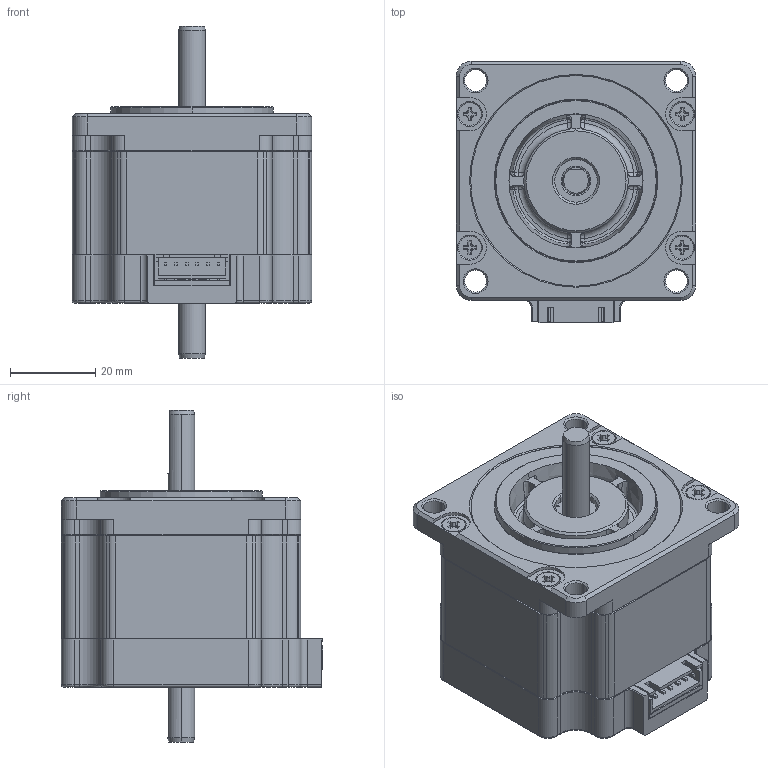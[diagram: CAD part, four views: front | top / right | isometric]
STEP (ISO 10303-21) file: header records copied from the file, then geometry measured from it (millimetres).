
FILE_DESCRIPTION((''),'2;1');
FILE_NAME('4611110029082_ASM','2024-04-17T13:18:16',('ms26442'),(''),'CREO PARAMETRIC BY PTC INC, 2018100','CREO PARAMETRIC BY PTC INC, 2018100','');
FILE_SCHEMA(('CONFIG_CONTROL_DESIGN'));
Products named in the file (25): 4613102100885; 3698153000043; 3698153000134; 4613104004433_ASM; 4713101000728; 4718405003477; 4713120000558_ASM; 4613103008954_ASM; 4219121302125; 4613106100661_AF0; 4332101104511_AF0; 4693220000369_AF3; 4613106100661_AF4; 4613107111133_ASM; 4333201500270; 4333201500136; 4331101000005; 4613108007309_ASM; 4219121302242; 4294440200013_AF0; 4294404000314; 4613153001277_ASM; 3219720005029; 3219720000388; 4611110029082_ASM
Assembly tree (28 placements, depth 5):
  4611110029082_ASM
    4613153001277_ASM
      4613103008954_ASM
        4613104004433_ASM
          4613102100885
          3698153000043
          3698153000134
        4713120000558_ASM
          4713101000728
          4718405003477
      4219121302125
      4613108007309_ASM
        4613107111133_ASM
          4613106100661_AF0
          4332101104511_AF0
          4693220000369_AF3
          4613106100661_AF4
        4333201500270
        4333201500136
        4331101000005  x2
      4219121302242
      4294440200013_AF0
      4294404000314  x4
    3219720005029
    3219720000388
Bounding box: 56.26 x 61.48 x 78 mm (x, y, z)
Volume: 88993.8 mm3; surface area: 85426.1 mm2
Topology: 25 solids, 39 shells, 3672 faces, 10159 edges, 6670 vertices
Faces by surface type: plane 1723, cylinder 1713, cone 131, torus 45, bspline 36, extrusion 24
Entity records: 117263 total; most frequent: CARTESIAN_POINT 22961, DIRECTION 20223, ORIENTED_EDGE 19670, EDGE_CURVE 9849, AXIS2_PLACEMENT_3D 7060, VERTEX_POINT 6472, VECTOR 6103, LINE 6079
